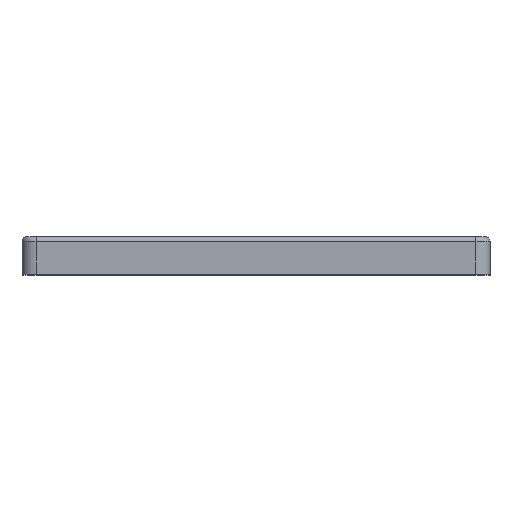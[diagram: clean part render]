
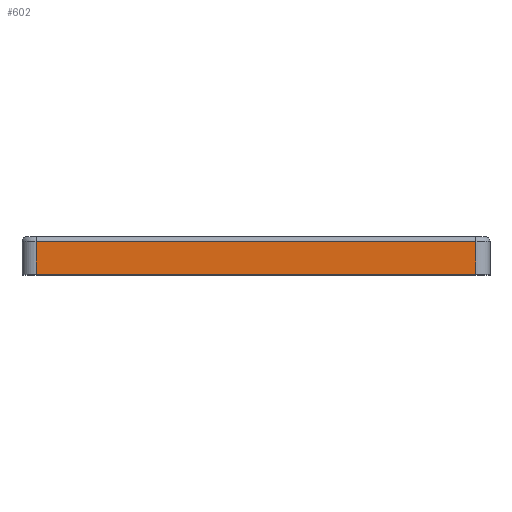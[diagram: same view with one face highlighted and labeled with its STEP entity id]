
A CAD part, top view. The second image highlights one B-rep face of the part: STEP entity #602.
In plain terms, the highlighted planar face has unit normal (0, 0, 1).
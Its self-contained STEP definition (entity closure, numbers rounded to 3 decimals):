
#28 = LINE ( 'NONE', #60, #98 ) ;
#60 = CARTESIAN_POINT ( 'NONE',  ( 47., 8., 50. ) ) ;
#72 = VECTOR ( 'NONE', #195, 1000. ) ;
#74 = ORIENTED_EDGE ( 'NONE', *, *, #705, .T. ) ;
#93 = EDGE_LOOP ( 'NONE', ( #1582, #1129, #1111, #74 ) ) ;
#98 = VECTOR ( 'NONE', #978, 1000. ) ;
#177 = CARTESIAN_POINT ( 'NONE',  ( -50., 0., 50. ) ) ;
#195 = DIRECTION ( 'NONE',  ( 1., 0., 0. ) ) ;
#210 = VERTEX_POINT ( 'NONE', #235 ) ;
#223 = FACE_OUTER_BOUND ( 'NONE', #93, .T. ) ;
#235 = CARTESIAN_POINT ( 'NONE',  ( -47., 7., 50. ) ) ;
#338 = DIRECTION ( 'NONE',  ( -1., 0., 0. ) ) ;
#347 = CARTESIAN_POINT ( 'NONE',  ( -50., 8., 50. ) ) ;
#409 = VERTEX_POINT ( 'NONE', #743 ) ;
#440 = LINE ( 'NONE', #1138, #1519 ) ;
#465 = EDGE_CURVE ( 'NONE', #409, #1710, #1282, .T. ) ;
#502 = EDGE_CURVE ( 'NONE', #1710, #768, #28, .T. ) ;
#538 = VECTOR ( 'NONE', #596, 1000. ) ;
#596 = DIRECTION ( 'NONE',  ( -1., 0., 0. ) ) ;
#602 = ADVANCED_FACE ( 'NONE', ( #223 ), #1580, .F. ) ;
#647 = CARTESIAN_POINT ( 'NONE',  ( 47., 0., 50. ) ) ;
#705 = EDGE_CURVE ( 'NONE', #210, #409, #440, .T. ) ;
#743 = CARTESIAN_POINT ( 'NONE',  ( -47., 0., 50. ) ) ;
#765 = CARTESIAN_POINT ( 'NONE',  ( 47., 7., 50. ) ) ;
#768 = VERTEX_POINT ( 'NONE', #765 ) ;
#857 = LINE ( 'NONE', #1561, #538 ) ;
#978 = DIRECTION ( 'NONE',  ( 0., 1., 0. ) ) ;
#1111 = ORIENTED_EDGE ( 'NONE', *, *, #1553, .T. ) ;
#1129 = ORIENTED_EDGE ( 'NONE', *, *, #502, .T. ) ;
#1138 = CARTESIAN_POINT ( 'NONE',  ( -47., 8., 50. ) ) ;
#1176 = DIRECTION ( 'NONE',  ( 0., 0., -1. ) ) ;
#1264 = DIRECTION ( 'NONE',  ( 0., -1., 0. ) ) ;
#1282 = LINE ( 'NONE', #177, #72 ) ;
#1465 = AXIS2_PLACEMENT_3D ( 'NONE', #347, #1176, #338 ) ;
#1519 = VECTOR ( 'NONE', #1264, 1000. ) ;
#1553 = EDGE_CURVE ( 'NONE', #768, #210, #857, .T. ) ;
#1561 = CARTESIAN_POINT ( 'NONE',  ( -50., 7., 50. ) ) ;
#1580 = PLANE ( 'NONE',  #1465 ) ;
#1582 = ORIENTED_EDGE ( 'NONE', *, *, #465, .T. ) ;
#1710 = VERTEX_POINT ( 'NONE', #647 ) ;
